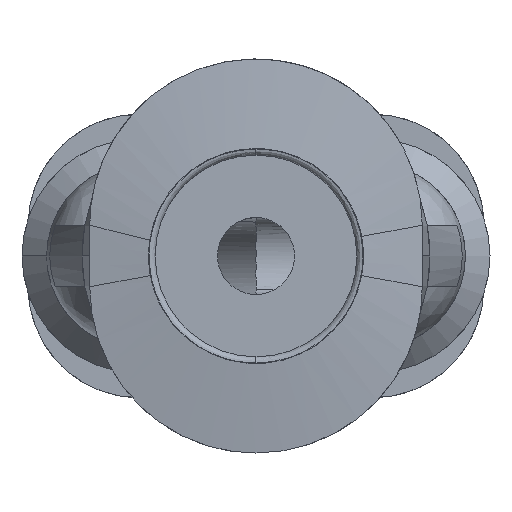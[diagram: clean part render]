
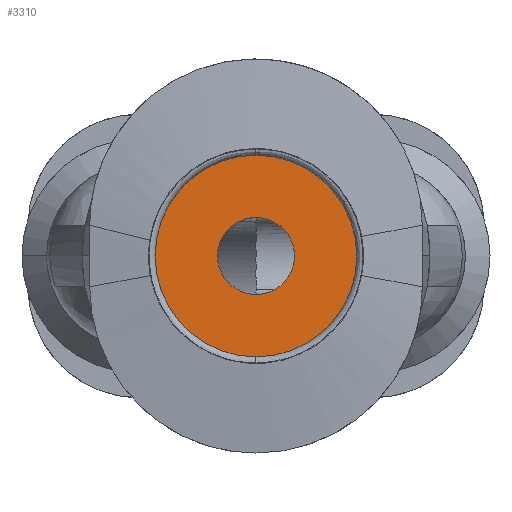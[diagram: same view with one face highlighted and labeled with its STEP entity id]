
A CAD part, front view. The second image highlights one B-rep face of the part: STEP entity #3310.
In plain terms, the highlighted planar face has unit normal (0, -1, 0).
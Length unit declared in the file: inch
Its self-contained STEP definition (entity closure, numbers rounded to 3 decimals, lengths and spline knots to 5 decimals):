
#151 = EDGE_CURVE ( 'NONE', #5163, #4106, #4975, .T. ) ;
#315 = CARTESIAN_POINT ( 'NONE',  ( 0.0065, -0.19055, -0.04921 ) ) ;
#345 = CARTESIAN_POINT ( 'NONE',  ( 0.02567, -0.19055, 0.04393 ) ) ;
#418 = VERTEX_POINT ( 'NONE', #3021 ) ;
#833 = AXIS2_PLACEMENT_3D ( 'NONE', #5131, #1917, #5646 ) ;
#869 = CARTESIAN_POINT ( 'NONE',  ( 0.01293, -0.19055, -0.04792 ) ) ;
#893 = CARTESIAN_POINT ( 'NONE',  ( 0., -0.19055, 0.04921 ) ) ;
#1090 = FACE_BOUND ( 'NONE', #1995, .T. ) ;
#1133 = ORIENTED_EDGE ( 'NONE', *, *, #4624, .F. ) ;
#1430 = CARTESIAN_POINT ( 'NONE',  ( 0.03028, -0.19055, -0.03932 ) ) ;
#1634 = CARTESIAN_POINT ( 'NONE',  ( 0., -0.19055, 0.04921 ) ) ;
#1663 = CARTESIAN_POINT ( 'NONE',  ( -0.0248, -0.19055, 0.04299 ) ) ;
#1684 = CARTESIAN_POINT ( 'NONE',  ( -0.0065, -0.19055, 0.04921 ) ) ;
#1917 = DIRECTION ( 'NONE',  ( 0., -1., 0. ) ) ;
#1955 = AXIS2_PLACEMENT_3D ( 'NONE', #4794, #5855, #2701 ) ;
#1995 = EDGE_LOOP ( 'NONE', ( #2636, #1133 ) ) ;
#1999 = CARTESIAN_POINT ( 'NONE',  ( 0.04301, -0.19055, -0.02477 ) ) ;
#2259 = VERTEX_POINT ( 'NONE', #6052 ) ;
#2479 = CARTESIAN_POINT ( 'NONE',  ( 0., -0.19055, 0.04921 ) ) ;
#2488 = CIRCLE ( 'NONE', #6954, 0.12894 ) ;
#2555 = CARTESIAN_POINT ( 'NONE',  ( 0.04921, -0.19055, -0.00646 ) ) ;
#2636 = ORIENTED_EDGE ( 'NONE', *, *, #151, .F. ) ;
#2701 = DIRECTION ( 'NONE',  ( 0., 0., 1. ) ) ;
#2801 = CARTESIAN_POINT ( 'NONE',  ( -0.01293, -0.19055, 0.04792 ) ) ;
#3021 = CARTESIAN_POINT ( 'NONE',  ( -0.12894, -0.19055, 0. ) ) ;
#3092 = CARTESIAN_POINT ( 'NONE',  ( 0.04795, -0.19055, 0.01282 ) ) ;
#3271 = DIRECTION ( 'NONE',  ( 0., -1., 0. ) ) ;
#3310 = ADVANCED_FACE ( 'NONE', ( #1090, #3656 ), #5337, .F. ) ;
#3615 = CARTESIAN_POINT ( 'NONE',  ( 0., -0.19055, -0.04921 ) ) ;
#3633 = CARTESIAN_POINT ( 'NONE',  ( 0.03939, -0.19055, 0.03021 ) ) ;
#3656 = FACE_OUTER_BOUND ( 'NONE', #4049, .T. ) ;
#4049 = EDGE_LOOP ( 'NONE', ( #5569, #5458 ) ) ;
#4106 = VERTEX_POINT ( 'NONE', #4854 ) ;
#4180 = CARTESIAN_POINT ( 'NONE',  ( 0.013, -0.19055, 0.04921 ) ) ;
#4624 = EDGE_CURVE ( 'NONE', #4106, #5163, #5004, .T. ) ;
#4685 = CARTESIAN_POINT ( 'NONE',  ( 0.0248, -0.19055, -0.04299 ) ) ;
#4794 = CARTESIAN_POINT ( 'NONE',  ( -0.06447, -0.19055, 0. ) ) ;
#4854 = CARTESIAN_POINT ( 'NONE',  ( 0., -0.19055, -0.04921 ) ) ;
#4887 = CARTESIAN_POINT ( 'NONE',  ( 0., -0.19055, -0.04921 ) ) ;
#4914 = CARTESIAN_POINT ( 'NONE',  ( -0.013, -0.19055, -0.04921 ) ) ;
#4975 = B_SPLINE_CURVE_WITH_KNOTS ( 'NONE', 3,
 ( #1634, #1684, #2801, #1663, #6982, #6950, #6904, #6489, #6458, #6433, #6410, #5952, #5382, #5357, #4914, #4887 ),
 .UNSPECIFIED., .F., .F.,
 ( 4, 2, 2, 2, 2, 2, 2, 4 ),
 ( 0., 0.00049, 0.00098, 0.00147, 0.00196, 0.00245, 0.00294, 0.00392 ),
 .UNSPECIFIED. ) ;
#5004 = B_SPLINE_CURVE_WITH_KNOTS ( 'NONE', 3,
 ( #3615, #315, #869, #4685, #1430, #5199, #1999, #5720, #2555, #6245, #3092, #6786, #3633, #345, #4180, #893 ),
 .UNSPECIFIED., .F., .F.,
 ( 4, 2, 2, 2, 2, 2, 2, 4 ),
 ( 0., 0.00049, 0.00098, 0.00147, 0.00196, 0.00245, 0.00294, 0.00392 ),
 .UNSPECIFIED. ) ;
#5131 = CARTESIAN_POINT ( 'NONE',  ( 0., -0.19055, 0. ) ) ;
#5152 = EDGE_CURVE ( 'NONE', #418, #2259, #5793, .T. ) ;
#5163 = VERTEX_POINT ( 'NONE', #2479 ) ;
#5199 = CARTESIAN_POINT ( 'NONE',  ( 0.03934, -0.19055, -0.03026 ) ) ;
#5337 = PLANE ( 'NONE',  #1955 ) ;
#5357 = CARTESIAN_POINT ( 'NONE',  ( -0.02567, -0.19055, -0.04393 ) ) ;
#5382 = CARTESIAN_POINT ( 'NONE',  ( -0.03939, -0.19055, -0.03021 ) ) ;
#5458 = ORIENTED_EDGE ( 'NONE', *, *, #5152, .T. ) ;
#5538 = EDGE_CURVE ( 'NONE', #2259, #418, #2488, .T. ) ;
#5569 = ORIENTED_EDGE ( 'NONE', *, *, #5538, .T. ) ;
#5646 = DIRECTION ( 'NONE',  ( 1., 0., 0. ) ) ;
#5720 = CARTESIAN_POINT ( 'NONE',  ( 0.04792, -0.19055, -0.01292 ) ) ;
#5793 = CIRCLE ( 'NONE', #833, 0.12894 ) ;
#5855 = DIRECTION ( 'NONE',  ( 0., 1., 0. ) ) ;
#5952 = CARTESIAN_POINT ( 'NONE',  ( -0.043, -0.19055, -0.02479 ) ) ;
#6052 = CARTESIAN_POINT ( 'NONE',  ( 0.12894, -0.19055, 0. ) ) ;
#6245 = CARTESIAN_POINT ( 'NONE',  ( 0.04922, -0.19055, 0.00641 ) ) ;
#6410 = CARTESIAN_POINT ( 'NONE',  ( -0.04795, -0.19055, -0.01282 ) ) ;
#6427 = CARTESIAN_POINT ( 'NONE',  ( 0., -0.19055, 0. ) ) ;
#6433 = CARTESIAN_POINT ( 'NONE',  ( -0.04922, -0.19055, -0.00641 ) ) ;
#6458 = CARTESIAN_POINT ( 'NONE',  ( -0.04921, -0.19055, 0.00646 ) ) ;
#6489 = CARTESIAN_POINT ( 'NONE',  ( -0.04792, -0.19055, 0.01292 ) ) ;
#6786 = CARTESIAN_POINT ( 'NONE',  ( 0.043, -0.19055, 0.02479 ) ) ;
#6904 = CARTESIAN_POINT ( 'NONE',  ( -0.04301, -0.19055, 0.02477 ) ) ;
#6950 = CARTESIAN_POINT ( 'NONE',  ( -0.03934, -0.19055, 0.03026 ) ) ;
#6954 = AXIS2_PLACEMENT_3D ( 'NONE', #6427, #3271, #6970 ) ;
#6970 = DIRECTION ( 'NONE',  ( 1., 0., 0. ) ) ;
#6982 = CARTESIAN_POINT ( 'NONE',  ( -0.03028, -0.19055, 0.03932 ) ) ;
